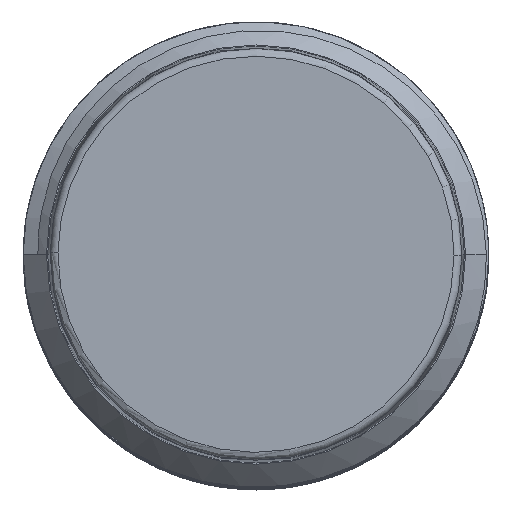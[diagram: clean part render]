
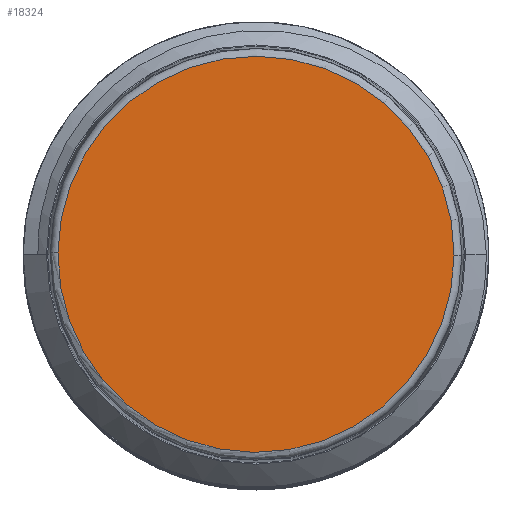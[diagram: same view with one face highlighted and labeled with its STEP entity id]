
A CAD part, top view. The second image highlights one B-rep face of the part: STEP entity #18324.
In plain terms, the highlighted planar face has unit normal (0, 0, 1).
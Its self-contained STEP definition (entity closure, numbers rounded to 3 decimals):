
#4477=CARTESIAN_POINT('',(0.,0.,53.2));
#4478=DIRECTION('',(0.,0.,1.));
#4479=DIRECTION('',(-1.,0.008,0.));
#4480=AXIS2_PLACEMENT_3D('',#4477,#4478,#4479);
#4482=CARTESIAN_POINT('',(0.,0.,53.2));
#4483=DIRECTION('',(0.,0.,1.));
#4484=DIRECTION('',(1.,-0.008,0.));
#4485=AXIS2_PLACEMENT_3D('',#4482,#4483,#4484);
#5892=CARTESIAN_POINT('',(5.103,-0.039,53.2));
#5893=CARTESIAN_POINT('',(-5.103,0.039,53.2));
#5894=VERTEX_POINT('',#5892);
#5895=VERTEX_POINT('',#5893);
#18315=CARTESIAN_POINT('',(0.,0.,53.2));
#18316=DIRECTION('',(0.,0.,-1.));
#18317=DIRECTION('',(-1.,0.,0.));
#18318=AXIS2_PLACEMENT_3D('',#18315,#18316,#18317);
#18319=PLANE('',#18318);
#18320=ORIENTED_EDGE('',*,*,#18310,.F.);
#18321=ORIENTED_EDGE('',*,*,#18296,.F.);
#18322=EDGE_LOOP('',(#18320,#18321));
#18323=FACE_OUTER_BOUND('',#18322,.F.);
#18324=ADVANCED_FACE('',(#18323),#18319,.F.);
#4481=CIRCLE('',#4480,5.103);
#4486=CIRCLE('',#4485,5.103);
#18296=EDGE_CURVE('',#5894,#5895,#4486,.T.);
#18310=EDGE_CURVE('',#5895,#5894,#4481,.T.);
